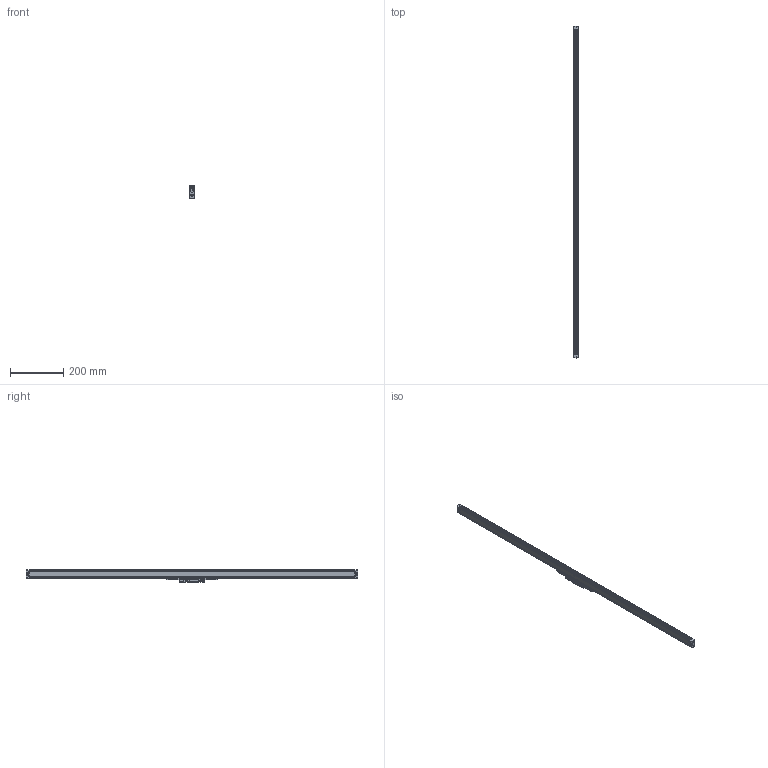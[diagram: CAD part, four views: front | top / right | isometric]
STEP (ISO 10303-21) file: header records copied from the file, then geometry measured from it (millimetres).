
FILE_DESCRIPTION(/* description */ (''),/* implementation_level */ '2;1');
FILE_NAME(/* name */ 'FN101A114_C____FORTiS SYSTEM.stp',/* time_stamp */ '2020-12-09T10:27:14+00:00',/* author */ (''),/* organization */ (''),/* preprocessor_version */ 'ST-DEVELOPER v16.7',/* originating_system */ 'SIEMENS PLM Software NX 1942',/* authorisation */ '');
FILE_SCHEMA (('AUTOMOTIVE_DESIGN { 1 0 10303 214 3 1 1 1 }'));
Products named in the file (1): mb1334E4CB7D2joc
Bounding box: 18.25 x 1245 x 46.2 mm (x, y, z)
Volume: 264912.5 mm3; surface area: 328132.4 mm2
Topology: 120 solids, 120 shells, 5913 faces, 14564 edges, 8870 vertices
Faces by surface type: plane 2682, cylinder 1671, bspline 818, cone 201, sphere 195, extrusion 190, torus 154, revolution 2
Full cylindrical faces by diameter (mm): 0.8 x6, 1.5 x4, 1.6 x12, 1.7 x1, 2 x2, 2.05 x2, 2.36 x2, 2.438 x2, 2.5 x4, 2.515 x1, 2.6 x3, 2.65 x2, 2.874 x1, 3 x3, 3.4 x2, 3.556 x2, 3.8 x4, 4 x4, 4.5 x6, 7.1 x2, 8.68 x2, 9.75 x2, 10.1 x1, 11.1 x1, 11.3 x1
Entity records: 217237 total; most frequent: CARTESIAN_POINT 68060, ORIENTED_EDGE 28384, DIRECTION 25396, EDGE_CURVE 14192, VERTEX_POINT 8798, AXIS2_PLACEMENT_3D 8472, VECTOR 8450, LINE 8260
